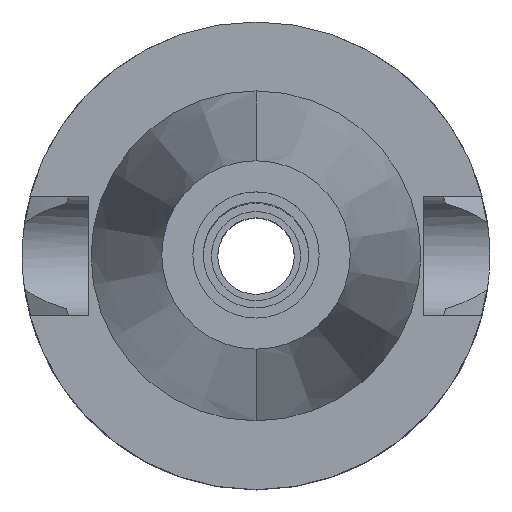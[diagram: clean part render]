
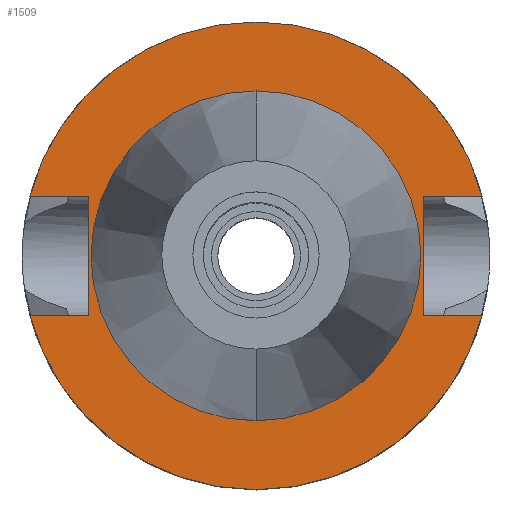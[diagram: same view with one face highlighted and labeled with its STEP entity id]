
A CAD part, top view. The second image highlights one B-rep face of the part: STEP entity #1509.
In plain terms, the highlighted planar face has unit normal (0, 0, 1).
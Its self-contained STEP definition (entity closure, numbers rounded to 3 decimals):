
#94=DIRECTION('',(0.,1.,0.));
#95=VECTOR('',#94,16.1);
#96=CARTESIAN_POINT('',(-22.5,-8.05,-1.));
#97=LINE('',#96,#95);
#101=DIRECTION('',(-1.,0.,0.));
#102=VECTOR('',#101,7.954);
#103=CARTESIAN_POINT('',(-22.5,8.05,-1.));
#104=LINE('',#103,#102);
#108=CARTESIAN_POINT('',(0.,0.,-1.));
#109=DIRECTION('',(0.,0.,-1.));
#110=DIRECTION('',(-0.967,0.256,0.));
#111=AXIS2_PLACEMENT_3D('',#108,#109,#110);
#116=CARTESIAN_POINT('',(0.,0.,-1.));
#117=DIRECTION('',(0.,0.,-1.));
#118=DIRECTION('',(0.,1.,0.));
#119=AXIS2_PLACEMENT_3D('',#116,#117,#118);
#124=DIRECTION('',(0.,-1.,0.));
#125=VECTOR('',#124,16.1);
#126=CARTESIAN_POINT('',(22.5,8.05,-1.));
#127=LINE('',#126,#125);
#131=DIRECTION('',(1.,0.,0.));
#132=VECTOR('',#131,7.954);
#133=CARTESIAN_POINT('',(22.5,-8.05,-1.));
#134=LINE('',#133,#132);
#138=CARTESIAN_POINT('',(0.,0.,-1.));
#139=DIRECTION('',(0.,0.,-1.));
#140=DIRECTION('',(0.967,-0.256,0.));
#141=AXIS2_PLACEMENT_3D('',#138,#139,#140);
#146=CARTESIAN_POINT('',(0.,0.,-1.));
#147=DIRECTION('',(0.,0.,-1.));
#148=DIRECTION('',(0.,-1.,0.));
#149=AXIS2_PLACEMENT_3D('',#146,#147,#148);
#154=CARTESIAN_POINT('',(0.,0.,-1.));
#155=DIRECTION('',(0.,0.,1.));
#156=DIRECTION('',(0.,-1.,0.));
#157=AXIS2_PLACEMENT_3D('',#154,#155,#156);
#162=CARTESIAN_POINT('',(0.,0.,-1.));
#163=DIRECTION('',(0.,0.,1.));
#164=DIRECTION('',(0.,1.,0.));
#165=AXIS2_PLACEMENT_3D('',#162,#163,#164);
#200=DIRECTION('',(-1.,0.,0.));
#201=VECTOR('',#200,7.954);
#202=CARTESIAN_POINT('',(-22.5,-8.05,-1.));
#203=LINE('',#202,#201);
#337=DIRECTION('',(1.,0.,0.));
#338=VECTOR('',#337,7.954);
#339=CARTESIAN_POINT('',(22.5,8.05,-1.));
#340=LINE('',#339,#338);
#1350=CARTESIAN_POINT('',(-22.5,-8.05,-1.));
#1351=VERTEX_POINT('',#1350);
#1352=CARTESIAN_POINT('',(-30.454,-8.05,-1.));
#1353=VERTEX_POINT('',#1352);
#1356=CARTESIAN_POINT('',(-22.5,8.05,-1.));
#1357=VERTEX_POINT('',#1356);
#1358=CARTESIAN_POINT('',(-30.454,8.05,-1.));
#1359=VERTEX_POINT('',#1358);
#1360=CARTESIAN_POINT('',(0.,31.5,-1.));
#1361=CARTESIAN_POINT('',(30.454,8.05,-1.));
#1362=VERTEX_POINT('',#1360);
#1363=VERTEX_POINT('',#1361);
#1364=CARTESIAN_POINT('',(22.5,8.05,-1.));
#1365=VERTEX_POINT('',#1364);
#1366=CARTESIAN_POINT('',(22.5,-8.05,-1.));
#1367=VERTEX_POINT('',#1366);
#1368=CARTESIAN_POINT('',(30.454,-8.05,-1.));
#1369=VERTEX_POINT('',#1368);
#1370=CARTESIAN_POINT('',(0.,-31.5,-1.));
#1371=VERTEX_POINT('',#1370);
#1372=CARTESIAN_POINT('',(0.,-22.225,-1.));
#1373=CARTESIAN_POINT('',(0.,22.225,-1.));
#1374=VERTEX_POINT('',#1372);
#1375=VERTEX_POINT('',#1373);
#1478=CARTESIAN_POINT('',(0.,0.,-1.));
#1479=DIRECTION('',(0.,0.,-1.));
#1480=DIRECTION('',(0.,-1.,0.));
#1481=AXIS2_PLACEMENT_3D('',#1478,#1479,#1480);
#1482=PLANE('',#1481);
#1484=ORIENTED_EDGE('',*,*,#1483,.T.);
#1486=ORIENTED_EDGE('',*,*,#1485,.T.);
#1488=ORIENTED_EDGE('',*,*,#1487,.T.);
#1490=ORIENTED_EDGE('',*,*,#1489,.T.);
#1492=ORIENTED_EDGE('',*,*,#1491,.F.);
#1494=ORIENTED_EDGE('',*,*,#1493,.T.);
#1496=ORIENTED_EDGE('',*,*,#1495,.T.);
#1498=ORIENTED_EDGE('',*,*,#1497,.T.);
#1500=ORIENTED_EDGE('',*,*,#1499,.T.);
#1502=ORIENTED_EDGE('',*,*,#1501,.F.);
#1503=EDGE_LOOP('',(#1484,#1486,#1488,#1490,#1492,#1494,#1496,#1498,#1500,
#1502));
#1504=FACE_OUTER_BOUND('',#1503,.F.);
#1505=ORIENTED_EDGE('',*,*,#1457,.T.);
#1506=ORIENTED_EDGE('',*,*,#1473,.T.);
#1507=EDGE_LOOP('',(#1505,#1506));
#1508=FACE_BOUND('',#1507,.F.);
#112=CIRCLE('',#111,31.5);
#120=CIRCLE('',#119,31.5);
#142=CIRCLE('',#141,31.5);
#150=CIRCLE('',#149,31.5);
#158=CIRCLE('',#157,22.225);
#166=CIRCLE('',#165,22.225);
#1457=EDGE_CURVE('',#1374,#1375,#158,.T.);
#1473=EDGE_CURVE('',#1375,#1374,#166,.T.);
#1483=EDGE_CURVE('',#1351,#1357,#97,.T.);
#1485=EDGE_CURVE('',#1357,#1359,#104,.T.);
#1487=EDGE_CURVE('',#1359,#1362,#112,.T.);
#1489=EDGE_CURVE('',#1362,#1363,#120,.T.);
#1491=EDGE_CURVE('',#1365,#1363,#340,.T.);
#1493=EDGE_CURVE('',#1365,#1367,#127,.T.);
#1495=EDGE_CURVE('',#1367,#1369,#134,.T.);
#1497=EDGE_CURVE('',#1369,#1371,#142,.T.);
#1499=EDGE_CURVE('',#1371,#1353,#150,.T.);
#1501=EDGE_CURVE('',#1351,#1353,#203,.T.);
#1509=ADVANCED_FACE('',(#1504,#1508),#1482,.F.);
